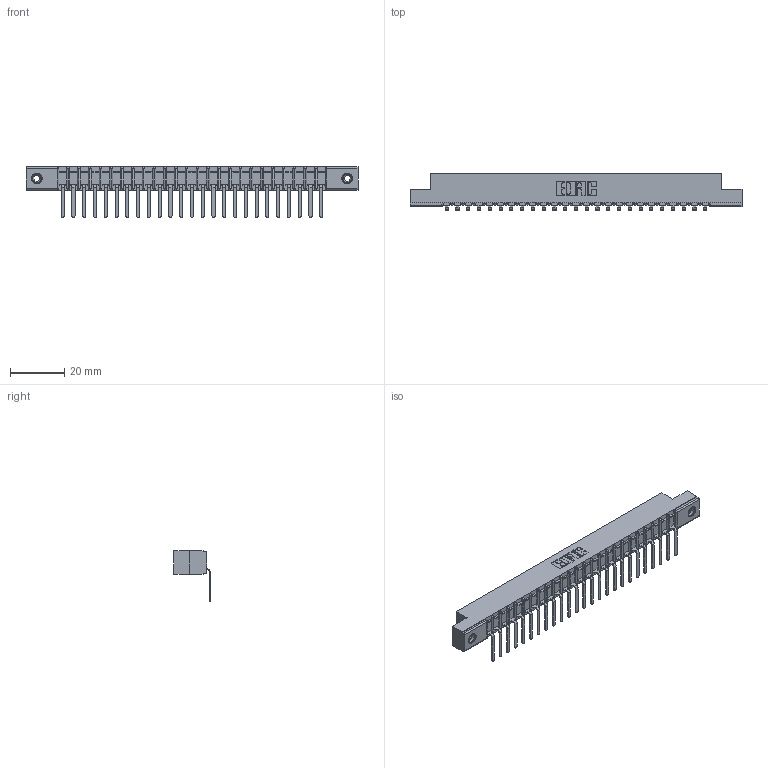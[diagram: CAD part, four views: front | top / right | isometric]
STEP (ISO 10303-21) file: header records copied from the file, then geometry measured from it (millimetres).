
FILE_DESCRIPTION (( 'STEP AP203' ), '1' );
FILE_NAME ('357-025-457-108.STEP', '2020-10-01T16:02:08', ( '' ), ( '' ), 'SwSTEP 2.0', 'SolidWorks 2020', '' );
FILE_SCHEMA (( 'CONFIG_CONTROL_DESIGN' ));
Length unit declared in the file: inch
Products named in the file (4): 345-250-001_345-250-003-102; 307 Part_.156 Dia Mounting Holes; 307-290-002_557; 357-025-457-108
Assembly tree (28 placements, depth 2):
  357-025-457-108
    307 Part_.156 Dia Mounting Holes
    307-290-002_557  x25
    345-250-001_345-250-003-102  x2
Bounding box: 122.07 x 13.32 x 18.67 mm (x, y, z)
Volume: 8121.5 mm3; surface area: 15369.4 mm2
Topology: 28 solids, 28 shells, 2154 faces, 6559 edges, 4294 vertices
Faces by surface type: plane 1277, cylinder 809, sphere 52, cone 12, torus 4
Entity records: 25567 total; most frequent: CARTESIAN_POINT 4291, ORIENTED_EDGE 4274, DIRECTION 4187, EDGE_CURVE 2137, LINE 1627, VECTOR 1627, VERTEX_POINT 1384, AXIS2_PLACEMENT_3D 1280
